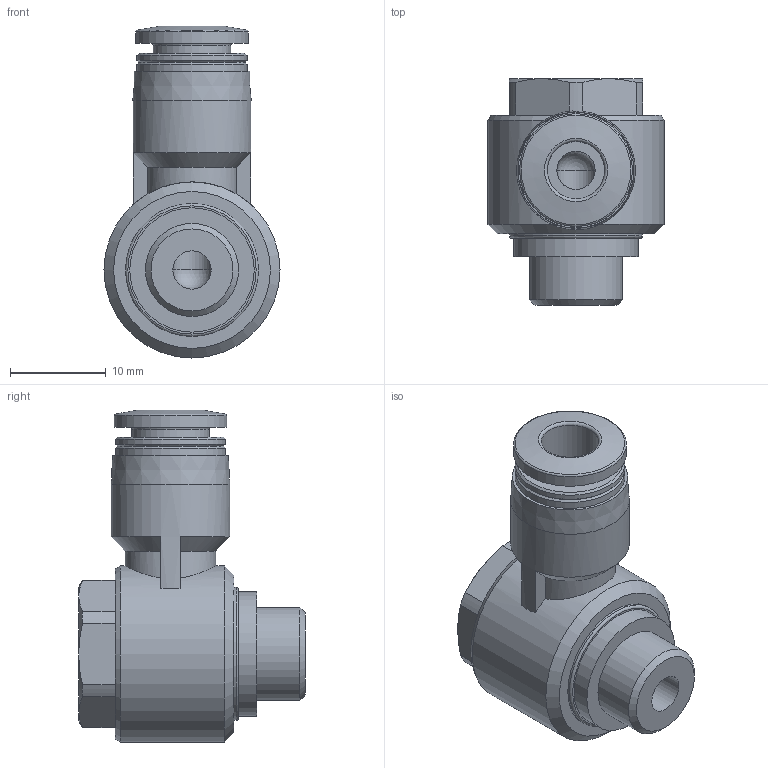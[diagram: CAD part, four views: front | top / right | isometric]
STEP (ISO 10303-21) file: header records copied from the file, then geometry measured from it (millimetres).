
FILE_DESCRIPTION(/* description */ ('STEP AP214'),/* implementation_level */ '2;1');
FILE_NAME(/* name */ '132061_QSLV-G1_8-6-100',/* time_stamp */ '2024-09-14T11:41:28+02:00',/* author */ ('License CC BY-ND 4.0'),/* organization */ ('CADENAS'),/* preprocessor_version */ 'ST-DEVELOPER v19.3',/* originating_system */ 'PARTsolutions',/* authorisation */ ' ');
FILE_SCHEMA (('AUTOMOTIVE_DESIGN {1 0 10303 214 3 1 1}'));
Length unit declared in the file: millimetre
Products named in the file (1): 132061 QSLV-G1/8-6-100
Bounding box: 18.4 x 23.7 x 34.7 mm (x, y, z)
Volume: 5582.9 mm3; surface area: 2972 mm2
Topology: 1 solids, 1 shells, 61 faces, 134 edges, 82 vertices
Faces by surface type: cylinder 20, plane 20, cone 16, torus 4, sphere 1
Full cylindrical faces by diameter (mm): 4 x2, 6 x1, 8.1 x1, 9.728 x1, 11.5 x2, 11.8 x1, 12.4 x1, 13 x1, 13.9 x1, 18.4 x1
Entity records: 2005 total; most frequent: CARTESIAN_POINT 317, DIRECTION 270, ORIENTED_EDGE 212, AXIS2_PLACEMENT_3D 122, EDGE_CURVE 106, EDGE_LOOP 95, FACE_BOUND 95, VERTEX_POINT 79
